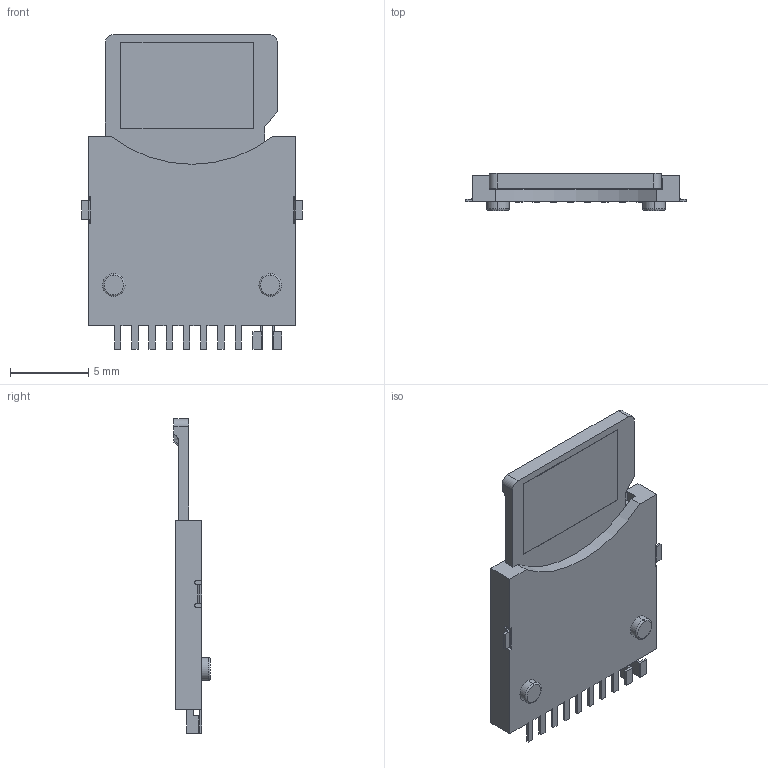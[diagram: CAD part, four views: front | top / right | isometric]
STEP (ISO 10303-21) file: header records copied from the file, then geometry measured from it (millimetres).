
FILE_DESCRIPTION (( 'STEP AP214' ), '1' );
FILE_NAME ('User Library-Socket-MicroSD-Type1-with-SDCard.STEP', '2014-07-20T03:59:14', ( 'Windows User' ), ( '' ), 'SwSTEP 2.0', 'SolidWorks 2014', '' );
FILE_SCHEMA (( 'AUTOMOTIVE_DESIGN' ));
Length unit declared in the file: millimetre
Products named in the file (1): User Library-Socket-MicroSD-Type1-with-SDCard
Bounding box: 14.1 x 2.34 x 20.1 mm (x, y, z)
Surface area: 873.2 mm2 (no closed solid volume)
Topology: 0 solids, 2 shells, 235 faces, 970 edges, 725 vertices
Faces by surface type: plane 156, bspline 43, cylinder 31, torus 5
Entity records: 14997 total; most frequent: CARTESIAN_POINT 4898, ORIENTED_EDGE 1559, DIRECTION 1284, EDGE_CURVE 970, VERTEX_POINT 725, VECTOR 668, LINE 668, AXIS2_PLACEMENT_3D 308
